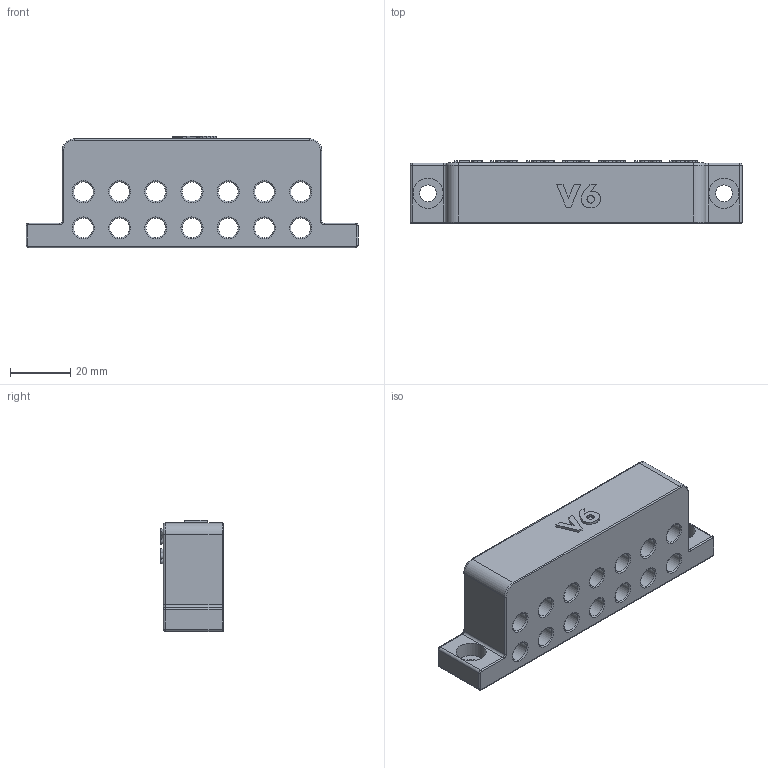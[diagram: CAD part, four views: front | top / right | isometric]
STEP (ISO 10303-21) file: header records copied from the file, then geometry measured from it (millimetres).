
FILE_DESCRIPTION(/* description */ (''),/* implementation_level */ '2;1');
FILE_NAME(/* name */ 'B-V6_Nozzle_Holder-F.stp',/* time_stamp */ '2020-10-17T17:34:30-07:00',/* author */ (''),/* organization */ (''),/* preprocessor_version */ 'ST-DEVELOPER v18.1',/* originating_system */ 'Autodesk Translation Framework v9.3.0.1241',/* authorisation */ '');
FILE_SCHEMA (('AUTOMOTIVE_DESIGN { 1 0 10303 214 3 1 1 }'));
Length unit declared in the file: millimetre
Products named in the file (1): V6 Nozzle Block
Bounding box: 110 x 20.8 x 36.8 mm (x, y, z)
Volume: 55512.5 mm3; surface area: 17549.5 mm2
Topology: 1 solids, 1 shells, 555 faces, 1456 edges, 958 vertices
Faces by surface type: bspline 300, plane 152, cylinder 63, torus 36, sphere 4
Full cylindrical faces by diameter (mm): 2 x21, 5.5 x2, 6.5 x14, 10 x2
Entity records: 20021 total; most frequent: CARTESIAN_POINT 8034, ORIENTED_EDGE 2912, DIRECTION 1602, EDGE_CURVE 1456, VERTEX_POINT 958, EDGE_LOOP 642, LINE 638, VECTOR 638
